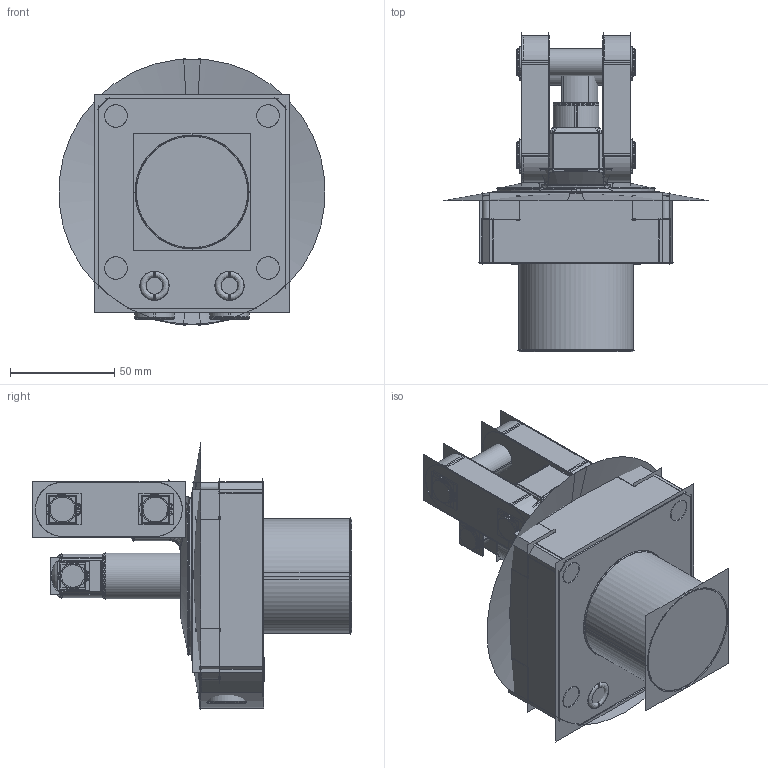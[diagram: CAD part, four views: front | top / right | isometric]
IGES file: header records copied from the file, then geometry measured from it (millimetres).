
Start section:  PTC IGES file: ilcmv41622800.igs
Global section: file name: ilcmv41622800.igs; native system: Creo Parametric by Parametric Technology Corporation; preprocessor: 2013320; author: ngp; organization: Unknown; date: 20181106.144735; units: millimetre
Bounding box: 127.5 x 153.14 x 127.72 mm (x, y, z)
Surface area: 198035.9 mm2 (no closed solid volume)
Topology: 0 solids, 0 shells, 806 faces, 10098 edges, 12373 vertices
Faces by surface type: revolution 514, bspline 292
